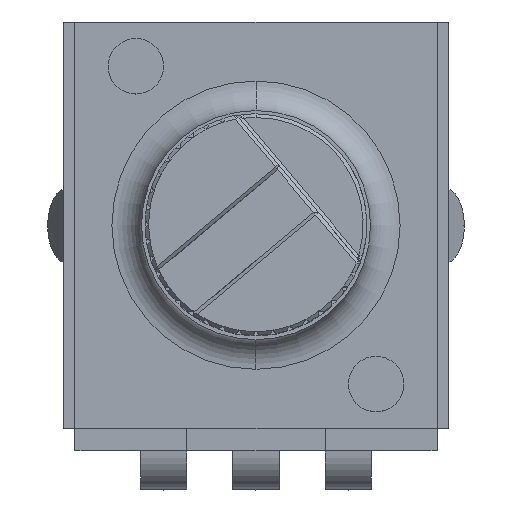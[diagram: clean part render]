
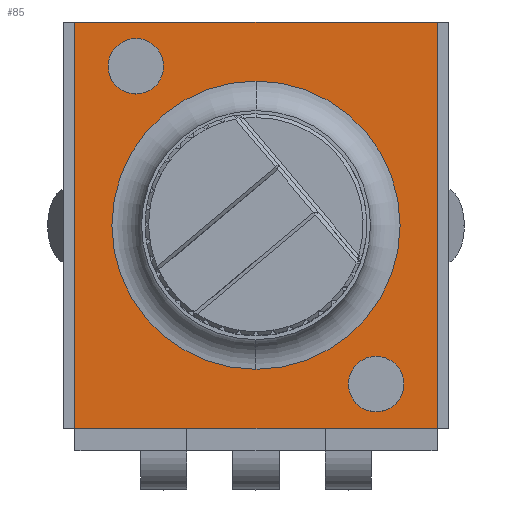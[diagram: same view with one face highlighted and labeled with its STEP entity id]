
A CAD part, top view. The second image highlights one B-rep face of the part: STEP entity #85.
In plain terms, the highlighted planar face has unit normal (0, 0, 1).
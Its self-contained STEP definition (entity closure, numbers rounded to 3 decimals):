
#24 = VERTEX_POINT('',#25);
#25 = CARTESIAN_POINT('',(-0.003,-2.85,
    6.819));
#32 = EDGE_CURVE('',#24,#33,#35,.T.);
#33 = VERTEX_POINT('',#34);
#34 = CARTESIAN_POINT('',(-0.003,4.95,
    6.819));
#35 = CIRCLE('',#36,3.9);
#36 = AXIS2_PLACEMENT_3D('',#37,#38,#39);
#37 = CARTESIAN_POINT('',(-0.003,1.05,
    6.819));
#38 = DIRECTION('',(0.,0.,-1.));
#39 = DIRECTION('',(0.,-1.,0.));
#65 = EDGE_CURVE('',#33,#24,#66,.T.);
#66 = CIRCLE('',#67,3.9);
#67 = AXIS2_PLACEMENT_3D('',#68,#69,#70);
#68 = CARTESIAN_POINT('',(-0.003,1.05,
    6.819));
#69 = DIRECTION('',(0.,0.,-1.));
#70 = DIRECTION('',(0.,-1.,0.));
#85 = ADVANCED_FACE('',(#86,#120,#140,#144),#164,.T.);
#86 = FACE_BOUND('',#87,.T.);
#87 = EDGE_LOOP('',(#88,#98,#106,#114));
#88 = ORIENTED_EDGE('',*,*,#89,.T.);
#89 = EDGE_CURVE('',#90,#92,#94,.T.);
#90 = VERTEX_POINT('',#91);
#91 = CARTESIAN_POINT('',(4.897,-4.45,6.819));
#92 = VERTEX_POINT('',#93);
#93 = CARTESIAN_POINT('',(4.897,6.55,6.819));
#94 = LINE('',#95,#96);
#95 = CARTESIAN_POINT('',(4.897,6.55,6.819));
#96 = VECTOR('',#97,1.);
#97 = DIRECTION('',(0.,1.,0.));
#98 = ORIENTED_EDGE('',*,*,#99,.T.);
#99 = EDGE_CURVE('',#92,#100,#102,.T.);
#100 = VERTEX_POINT('',#101);
#101 = CARTESIAN_POINT('',(-4.903,6.55,6.819));
#102 = LINE('',#103,#104);
#103 = CARTESIAN_POINT('',(-4.903,6.55,6.819));
#104 = VECTOR('',#105,1.);
#105 = DIRECTION('',(-1.,0.,0.));
#106 = ORIENTED_EDGE('',*,*,#107,.T.);
#107 = EDGE_CURVE('',#100,#108,#110,.T.);
#108 = VERTEX_POINT('',#109);
#109 = CARTESIAN_POINT('',(-4.903,-4.45,6.819));
#110 = LINE('',#111,#112);
#111 = CARTESIAN_POINT('',(-4.903,6.55,6.819));
#112 = VECTOR('',#113,1.);
#113 = DIRECTION('',(0.,-1.,0.));
#114 = ORIENTED_EDGE('',*,*,#115,.T.);
#115 = EDGE_CURVE('',#108,#90,#116,.T.);
#116 = LINE('',#117,#118);
#117 = CARTESIAN_POINT('',(-4.903,-4.45,6.819));
#118 = VECTOR('',#119,1.);
#119 = DIRECTION('',(1.,0.,0.));
#120 = FACE_BOUND('',#121,.T.);
#121 = EDGE_LOOP('',(#122,#133));
#122 = ORIENTED_EDGE('',*,*,#123,.F.);
#123 = EDGE_CURVE('',#124,#126,#128,.T.);
#124 = VERTEX_POINT('',#125);
#125 = CARTESIAN_POINT('',(3.247,-2.5,6.819));
#126 = VERTEX_POINT('',#127);
#127 = CARTESIAN_POINT('',(3.247,-4.,6.819));
#128 = CIRCLE('',#129,0.75);
#129 = AXIS2_PLACEMENT_3D('',#130,#131,#132);
#130 = CARTESIAN_POINT('',(3.247,-3.25,6.819));
#131 = DIRECTION('',(0.,0.,1.));
#132 = DIRECTION('',(0.,-1.,0.));
#133 = ORIENTED_EDGE('',*,*,#134,.F.);
#134 = EDGE_CURVE('',#126,#124,#135,.T.);
#135 = CIRCLE('',#136,0.75);
#136 = AXIS2_PLACEMENT_3D('',#137,#138,#139);
#137 = CARTESIAN_POINT('',(3.247,-3.25,6.819));
#138 = DIRECTION('',(0.,0.,1.));
#139 = DIRECTION('',(0.,-1.,0.));
#140 = FACE_BOUND('',#141,.T.);
#141 = EDGE_LOOP('',(#142,#143));
#142 = ORIENTED_EDGE('',*,*,#32,.T.);
#143 = ORIENTED_EDGE('',*,*,#65,.T.);
#144 = FACE_BOUND('',#145,.T.);
#145 = EDGE_LOOP('',(#146,#157));
#146 = ORIENTED_EDGE('',*,*,#147,.F.);
#147 = EDGE_CURVE('',#148,#150,#152,.T.);
#148 = VERTEX_POINT('',#149);
#149 = CARTESIAN_POINT('',(-3.253,6.1,6.819));
#150 = VERTEX_POINT('',#151);
#151 = CARTESIAN_POINT('',(-3.253,4.6,6.819));
#152 = CIRCLE('',#153,0.75);
#153 = AXIS2_PLACEMENT_3D('',#154,#155,#156);
#154 = CARTESIAN_POINT('',(-3.253,5.35,6.819));
#155 = DIRECTION('',(0.,0.,1.));
#156 = DIRECTION('',(0.,-1.,0.));
#157 = ORIENTED_EDGE('',*,*,#158,.F.);
#158 = EDGE_CURVE('',#150,#148,#159,.T.);
#159 = CIRCLE('',#160,0.75);
#160 = AXIS2_PLACEMENT_3D('',#161,#162,#163);
#161 = CARTESIAN_POINT('',(-3.253,5.35,6.819));
#162 = DIRECTION('',(0.,0.,1.));
#163 = DIRECTION('',(0.,-1.,0.));
#164 = PLANE('',#165);
#165 = AXIS2_PLACEMENT_3D('',#166,#167,#168);
#166 = CARTESIAN_POINT('',(-0.003,1.05,
    6.819));
#167 = DIRECTION('',(0.,0.,1.));
#168 = DIRECTION('',(0.,-1.,0.));
